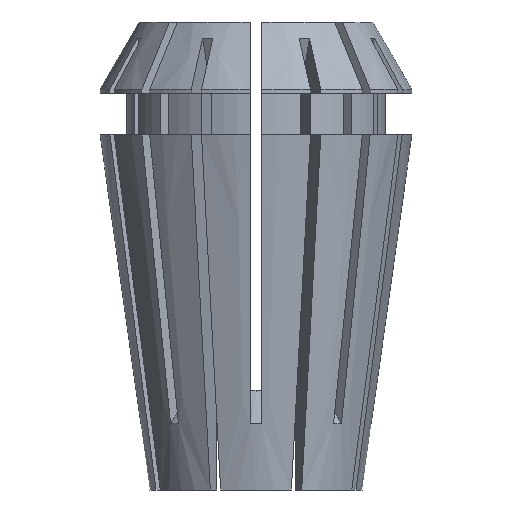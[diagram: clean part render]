
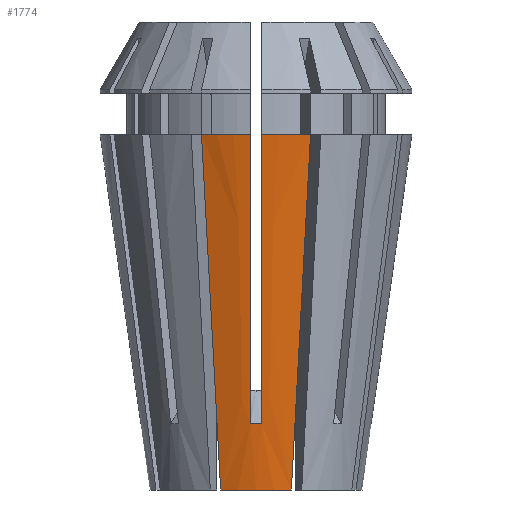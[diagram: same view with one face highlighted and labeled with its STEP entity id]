
A CAD part, left-side view. The second image highlights one B-rep face of the part: STEP entity #1774.
In plain terms, the highlighted conical face has half-angle 8 degrees and reference radius 7.141 mm.
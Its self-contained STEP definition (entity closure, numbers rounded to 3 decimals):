
#8 = CARTESIAN_POINT ( 'NONE',  ( -7.76, 0.375, 4.463 ) ) ;
#12 = CARTESIAN_POINT ( 'NONE',  ( -8.257, -3.014, 11.73 ) ) ;
#28 = CARTESIAN_POINT ( 'NONE',  ( -8.312, -0.375, 8.39 ) ) ;
#53 = AXIS2_PLACEMENT_3D ( 'NONE', #3449, #4726, #1429 ) ;
#59 = AXIS2_PLACEMENT_3D ( 'NONE', #1416, #4623, #1776 ) ;
#128 = CARTESIAN_POINT ( 'NONE',  ( -7.76, -0.375, 4.463 ) ) ;
#153 = CARTESIAN_POINT ( 'NONE',  ( 0., 0., 0. ) ) ;
#167 = CARTESIAN_POINT ( 'NONE',  ( -7.76, -0.375, 4.463 ) ) ;
#208 = CARTESIAN_POINT ( 'NONE',  ( -6.732, 2.383, 0. ) ) ;
#215 = CARTESIAN_POINT ( 'NONE',  ( -7.221, 2.585, 3.763 ) ) ;
#417 = CARTESIAN_POINT ( 'NONE',  ( -6.977, -2.484, 1.882 ) ) ;
#521 = CARTESIAN_POINT ( 'NONE',  ( -9.417, -0.375, 16.244 ) ) ;
#567 = B_SPLINE_CURVE_WITH_KNOTS ( 'NONE', 3,
 ( #3009, #1844, #589, #1001 ),
 .UNSPECIFIED., .F., .F.,
 ( 4, 4 ),
 ( 0., 0.001 ),
 .UNSPECIFIED. ) ;
#589 = CARTESIAN_POINT ( 'NONE',  ( -7.77, -0.125, 4.451 ) ) ;
#726 = B_SPLINE_CURVE_WITH_KNOTS ( 'NONE', 3,
 ( #1703, #3367, #12, #1330, #2890, #417, #898 ),
 .UNSPECIFIED., .F., .F.,
 ( 4, 3, 4 ),
 ( 0., 0.018, 0.024 ),
 .UNSPECIFIED. ) ;
#784 = CARTESIAN_POINT ( 'NONE',  ( -9.417, 0.375, 16.244 ) ) ;
#842 = EDGE_CURVE ( 'NONE', #3714, #5162, #3696, .T. ) ;
#898 = CARTESIAN_POINT ( 'NONE',  ( -6.732, -2.383, 0. ) ) ;
#965 = CIRCLE ( 'NONE', #1409, 10.5 ) ;
#1001 = CARTESIAN_POINT ( 'NONE',  ( -7.76, -0.375, 4.463 ) ) ;
#1026 = CARTESIAN_POINT ( 'NONE',  ( -6.732, 2.383, 0. ) ) ;
#1030 = ORIENTED_EDGE ( 'NONE', *, *, #4213, .T. ) ;
#1330 = CARTESIAN_POINT ( 'NONE',  ( -7.466, -2.687, 5.645 ) ) ;
#1357 = ORIENTED_EDGE ( 'NONE', *, *, #842, .F. ) ;
#1409 = AXIS2_PLACEMENT_3D ( 'NONE', #3556, #5336, #2165 ) ;
#1416 = CARTESIAN_POINT ( 'NONE',  ( 0., 0., 0. ) ) ;
#1429 = DIRECTION ( 'NONE',  ( -1., 0., 0. ) ) ;
#1703 = CARTESIAN_POINT ( 'NONE',  ( -9.838, -3.669, 23.9 ) ) ;
#1709 = CARTESIAN_POINT ( 'NONE',  ( -7.76, 0.375, 4.463 ) ) ;
#1728 = VERTEX_POINT ( 'NONE', #208 ) ;
#1774 = ADVANCED_FACE ( 'NONE', ( #4895 ), #5273, .T. ) ;
#1776 = DIRECTION ( 'NONE',  ( -1., 0., 0. ) ) ;
#1844 = CARTESIAN_POINT ( 'NONE',  ( -7.77, 0.125, 4.451 ) ) ;
#1853 = ORIENTED_EDGE ( 'NONE', *, *, #3981, .T. ) ;
#1879 = CARTESIAN_POINT ( 'NONE',  ( -9.048, 3.342, 17.815 ) ) ;
#1890 = ORIENTED_EDGE ( 'NONE', *, *, #4122, .T. ) ;
#2088 = B_SPLINE_CURVE_WITH_KNOTS ( 'NONE', 3,
 ( #2726, #1879, #3055, #5114, #215, #2652, #1026 ),
 .UNSPECIFIED., .F., .F.,
 ( 4, 3, 4 ),
 ( 0., 0.018, 0.024 ),
 .UNSPECIFIED. ) ;
#2165 = DIRECTION ( 'NONE',  ( -1., 0., 0. ) ) ;
#2193 = ORIENTED_EDGE ( 'NONE', *, *, #4475, .F. ) ;
#2437 = VERTEX_POINT ( 'NONE', #2469 ) ;
#2469 = CARTESIAN_POINT ( 'NONE',  ( -9.838, -3.669, 23.9 ) ) ;
#2497 = EDGE_CURVE ( 'NONE', #2437, #3385, #726, .T. ) ;
#2507 = CARTESIAN_POINT ( 'NONE',  ( -9.776, -0.375, 18.796 ) ) ;
#2603 = EDGE_CURVE ( 'NONE', #5162, #3150, #567, .T. ) ;
#2652 = CARTESIAN_POINT ( 'NONE',  ( -6.977, 2.484, 1.882 ) ) ;
#2653 = CARTESIAN_POINT ( 'NONE',  ( -10.494, 0.375, 23.9 ) ) ;
#2726 = CARTESIAN_POINT ( 'NONE',  ( -9.838, 3.669, 23.9 ) ) ;
#2736 = EDGE_LOOP ( 'NONE', ( #1853, #5019, #2193, #4467, #1890, #1030, #4299, #1357 ) ) ;
#2890 = CARTESIAN_POINT ( 'NONE',  ( -7.221, -2.585, 3.763 ) ) ;
#2896 = CARTESIAN_POINT ( 'NONE',  ( -8.312, 0.375, 8.39 ) ) ;
#2939 = VERTEX_POINT ( 'NONE', #3720 ) ;
#3009 = CARTESIAN_POINT ( 'NONE',  ( -7.76, 0.375, 4.463 ) ) ;
#3055 = CARTESIAN_POINT ( 'NONE',  ( -8.257, 3.014, 11.73 ) ) ;
#3086 = CIRCLE ( 'NONE', #59, 7.141 ) ;
#3150 = VERTEX_POINT ( 'NONE', #167 ) ;
#3367 = CARTESIAN_POINT ( 'NONE',  ( -9.048, -3.342, 17.815 ) ) ;
#3373 = AXIS2_PLACEMENT_3D ( 'NONE', #153, #5122, #4842 ) ;
#3385 = VERTEX_POINT ( 'NONE', #5254 ) ;
#3449 = CARTESIAN_POINT ( 'NONE',  ( 0., 0., 23.9 ) ) ;
#3556 = CARTESIAN_POINT ( 'NONE',  ( 0., 0., 23.9 ) ) ;
#3696 = B_SPLINE_CURVE_WITH_KNOTS ( 'NONE', 3,
 ( #3986, #4007, #4446, #784, #4526, #2896, #1709 ),
 .UNSPECIFIED., .F., .F.,
 ( 4, 3, 4 ),
 ( 0.043, 0.051, 0.063 ),
 .UNSPECIFIED. ) ;
#3714 = VERTEX_POINT ( 'NONE', #2653 ) ;
#3720 = CARTESIAN_POINT ( 'NONE',  ( -10.494, -0.375, 23.9 ) ) ;
#3771 = CARTESIAN_POINT ( 'NONE',  ( -8.865, -0.375, 12.317 ) ) ;
#3810 = VERTEX_POINT ( 'NONE', #4579 ) ;
#3825 = CARTESIAN_POINT ( 'NONE',  ( -10.494, -0.375, 23.9 ) ) ;
#3981 = EDGE_CURVE ( 'NONE', #3714, #3810, #4371, .T. ) ;
#3986 = CARTESIAN_POINT ( 'NONE',  ( -10.494, 0.375, 23.9 ) ) ;
#4007 = CARTESIAN_POINT ( 'NONE',  ( -10.135, 0.375, 21.348 ) ) ;
#4122 = EDGE_CURVE ( 'NONE', #2437, #2939, #965, .T. ) ;
#4213 = EDGE_CURVE ( 'NONE', #2939, #3150, #4521, .T. ) ;
#4299 = ORIENTED_EDGE ( 'NONE', *, *, #2603, .F. ) ;
#4371 = CIRCLE ( 'NONE', #53, 10.5 ) ;
#4446 = CARTESIAN_POINT ( 'NONE',  ( -9.776, 0.375, 18.796 ) ) ;
#4467 = ORIENTED_EDGE ( 'NONE', *, *, #2497, .F. ) ;
#4475 = EDGE_CURVE ( 'NONE', #3385, #1728, #3086, .T. ) ;
#4521 = B_SPLINE_CURVE_WITH_KNOTS ( 'NONE', 3,
 ( #3825, #5321, #2507, #521, #3771, #28, #128 ),
 .UNSPECIFIED., .F., .F.,
 ( 4, 3, 4 ),
 ( 0.043, 0.051, 0.063 ),
 .UNSPECIFIED. ) ;
#4526 = CARTESIAN_POINT ( 'NONE',  ( -8.865, 0.375, 12.317 ) ) ;
#4579 = CARTESIAN_POINT ( 'NONE',  ( -9.838, 3.669, 23.9 ) ) ;
#4623 = DIRECTION ( 'NONE',  ( 0., 0., -1. ) ) ;
#4726 = DIRECTION ( 'NONE',  ( 0., 0., -1. ) ) ;
#4842 = DIRECTION ( 'NONE',  ( 1., 0., 0. ) ) ;
#4895 = FACE_OUTER_BOUND ( 'NONE', #2736, .T. ) ;
#4907 = EDGE_CURVE ( 'NONE', #3810, #1728, #2088, .T. ) ;
#5019 = ORIENTED_EDGE ( 'NONE', *, *, #4907, .T. ) ;
#5114 = CARTESIAN_POINT ( 'NONE',  ( -7.466, 2.687, 5.645 ) ) ;
#5122 = DIRECTION ( 'NONE',  ( 0., 0., 1. ) ) ;
#5162 = VERTEX_POINT ( 'NONE', #8 ) ;
#5254 = CARTESIAN_POINT ( 'NONE',  ( -6.732, -2.383, 0. ) ) ;
#5273 = CONICAL_SURFACE ( 'NONE', #3373, 7.141, 0.14 ) ;
#5321 = CARTESIAN_POINT ( 'NONE',  ( -10.135, -0.375, 21.348 ) ) ;
#5336 = DIRECTION ( 'NONE',  ( 0., 0., -1. ) ) ;
